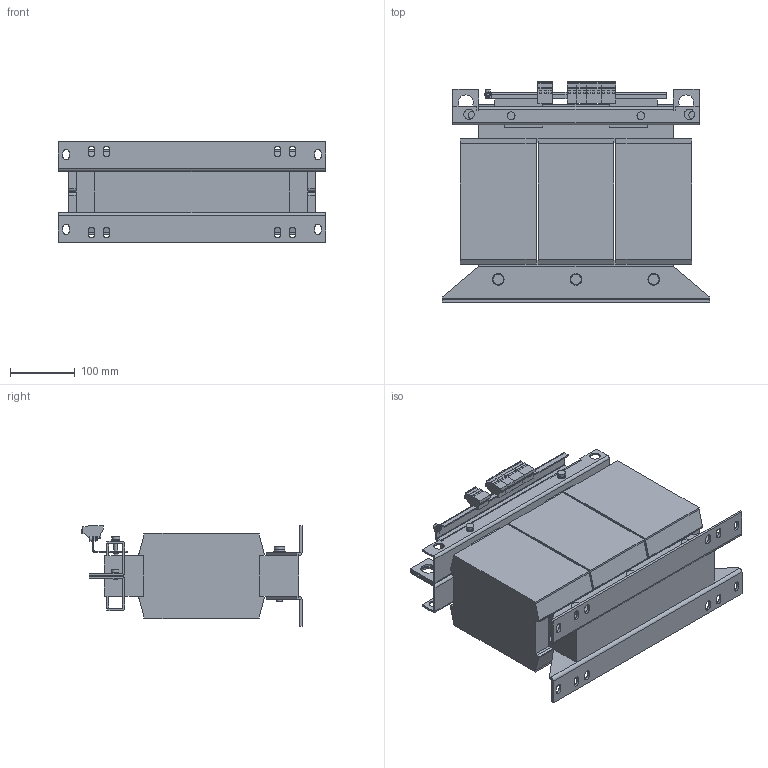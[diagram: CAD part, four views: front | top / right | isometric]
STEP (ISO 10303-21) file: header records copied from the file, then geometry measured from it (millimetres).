
FILE_DESCRIPTION (( 'STEP AP214' ), '1' );
FILE_NAME ('1022780.STEP', '2025-04-08T07:00:16', ( '' ), ( '' ), 'SwSTEP 2.0', 'SolidWorks 2022', '' );
FILE_SCHEMA (( 'AUTOMOTIVE_DESIGN' ));
Length unit declared in the file: millimetre
Products named in the file (1): 1022780
Bounding box: 412 x 339.75 x 155 mm (x, y, z)
Volume: 11258153.8 mm3; surface area: 752432.7 mm2
Topology: 1 solids, 1 shells, 778 faces, 2026 edges, 1277 vertices
Faces by surface type: plane 580, cylinder 198
Entity records: 23648 total; most frequent: CARTESIAN_POINT 4085, ORIENTED_EDGE 4052, DIRECTION 3982, EDGE_CURVE 2026, LINE 1626, VECTOR 1626, VERTEX_POINT 1277, AXIS2_PLACEMENT_3D 1178
